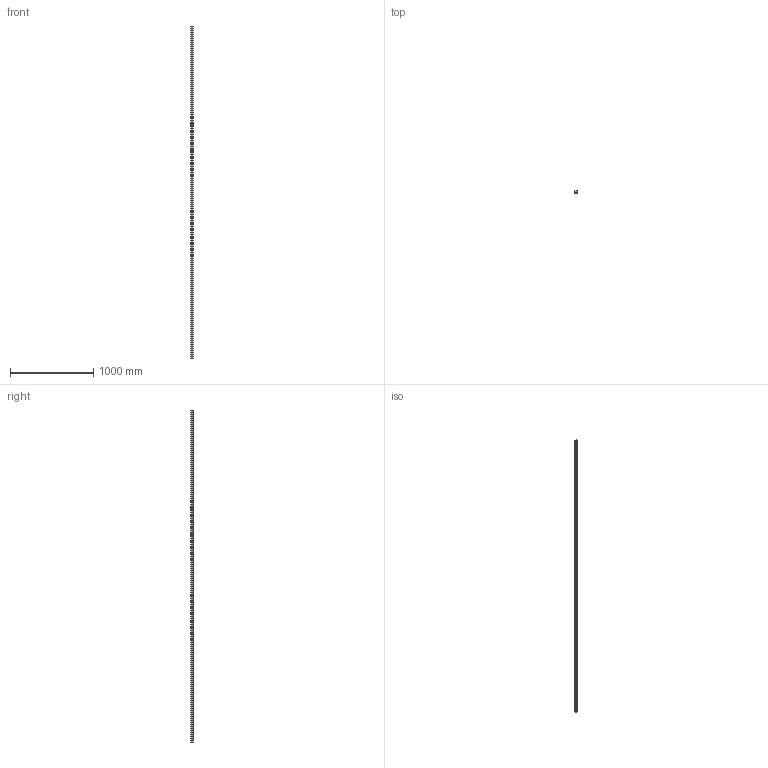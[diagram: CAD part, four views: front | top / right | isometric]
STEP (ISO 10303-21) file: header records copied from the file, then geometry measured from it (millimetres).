
FILE_DESCRIPTION(/* description */ ('Alibre Inc.'),/* implementation_level */ '2;1');
FILE_NAME(/* name */ 'export0',/* time_stamp */ '2017-02-03T09:49:10+01:00',/* author */ (''),/* organization */ (''),/* preprocessor_version */ 'ST-DEVELOPER v14',/* originating_system */ 'Alibre',/* authorisation */ '');
FILE_SCHEMA (('AUTOMOTIVE_DESIGN'));
Length unit declared in the file: millimetre
Bounding box: 34 x 26 x 4000 mm (x, y, z)
Volume: 3187291.9 mm3; surface area: 506376.1 mm2
Topology: 1 solids, 1 shells, 136 faces, 404 edges, 270 vertices
Faces by surface type: cylinder 59, cone 50, plane 27
Full cylindrical faces by diameter (mm): 6.647 x50
Entity records: 3370 total; most frequent: DIRECTION 567, CARTESIAN_POINT 560, ORIENTED_EDGE 408, FACE_BOUND 286, AXIS2_PLACEMENT_3D 254, EDGE_LOOP 236, VERTEX_POINT 220, EDGE_CURVE 204
